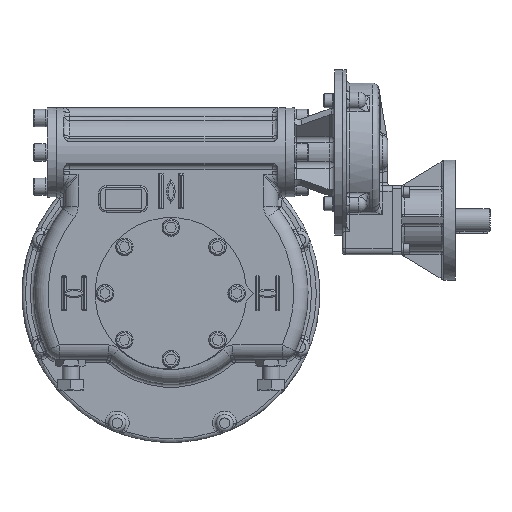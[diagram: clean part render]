
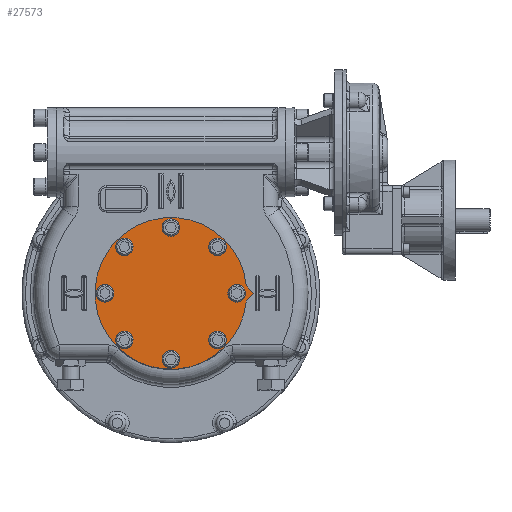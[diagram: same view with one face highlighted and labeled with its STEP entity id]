
A CAD part, top view. The second image highlights one B-rep face of the part: STEP entity #27573.
In plain terms, the highlighted planar face has unit normal (0, 0, 1).
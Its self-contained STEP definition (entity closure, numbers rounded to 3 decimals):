
#2158=CIRCLE('',#30756,132.5);
#2167=CIRCLE('',#30769,10.5);
#2168=CIRCLE('',#30770,10.5);
#2169=CIRCLE('',#30771,10.5);
#2170=CIRCLE('',#30772,10.5);
#2171=CIRCLE('',#30773,10.5);
#2172=CIRCLE('',#30774,10.5);
#2173=CIRCLE('',#30775,10.5);
#2174=CIRCLE('',#30776,10.5);
#4453=LINE('',#63077,#6505);
#4456=LINE('',#63082,#6508);
#6505=VECTOR('',#36966,1000.);
#6508=VECTOR('',#36971,1000.);
#12408=ORIENTED_EDGE('',*,*,#17647,.F.);
#12409=ORIENTED_EDGE('',*,*,#17648,.F.);
#12410=ORIENTED_EDGE('',*,*,#17649,.F.);
#12411=ORIENTED_EDGE('',*,*,#17650,.F.);
#12412=ORIENTED_EDGE('',*,*,#17651,.F.);
#12413=ORIENTED_EDGE('',*,*,#17652,.F.);
#12414=ORIENTED_EDGE('',*,*,#17653,.F.);
#12415=ORIENTED_EDGE('',*,*,#17654,.F.);
#12416=ORIENTED_EDGE('',*,*,#17632,.F.);
#12417=ORIENTED_EDGE('',*,*,#17638,.F.);
#12418=ORIENTED_EDGE('',*,*,#17635,.F.);
#17632=EDGE_CURVE('',#21409,#21410,#2158,.T.);
#17635=EDGE_CURVE('',#21410,#21412,#4453,.T.);
#17638=EDGE_CURVE('',#21412,#21409,#4456,.T.);
#17647=EDGE_CURVE('',#21421,#21421,#2167,.T.);
#17648=EDGE_CURVE('',#21422,#21422,#2168,.T.);
#17649=EDGE_CURVE('',#21423,#21423,#2169,.T.);
#17650=EDGE_CURVE('',#21424,#21424,#2170,.T.);
#17651=EDGE_CURVE('',#21425,#21425,#2171,.T.);
#17652=EDGE_CURVE('',#21426,#21426,#2172,.T.);
#17653=EDGE_CURVE('',#21427,#21427,#2173,.T.);
#17654=EDGE_CURVE('',#21428,#21428,#2174,.T.);
#21409=VERTEX_POINT('',#63070);
#21410=VERTEX_POINT('',#63072);
#21412=VERTEX_POINT('',#63078);
#21421=VERTEX_POINT('',#63102);
#21422=VERTEX_POINT('',#63104);
#21423=VERTEX_POINT('',#63106);
#21424=VERTEX_POINT('',#63108);
#21425=VERTEX_POINT('',#63110);
#21426=VERTEX_POINT('',#63112);
#21427=VERTEX_POINT('',#63114);
#21428=VERTEX_POINT('',#63116);
#23850=EDGE_LOOP('',(#12408));
#23851=EDGE_LOOP('',(#12409));
#23852=EDGE_LOOP('',(#12410));
#23853=EDGE_LOOP('',(#12411));
#23854=EDGE_LOOP('',(#12412));
#23855=EDGE_LOOP('',(#12413));
#23856=EDGE_LOOP('',(#12414));
#23857=EDGE_LOOP('',(#12415));
#23858=EDGE_LOOP('',(#12416,#12417,#12418));
#25569=FACE_BOUND('',#23850,.T.);
#25570=FACE_BOUND('',#23851,.T.);
#25571=FACE_BOUND('',#23852,.T.);
#25572=FACE_BOUND('',#23853,.T.);
#25573=FACE_BOUND('',#23854,.T.);
#25574=FACE_BOUND('',#23855,.T.);
#25575=FACE_BOUND('',#23856,.T.);
#25576=FACE_BOUND('',#23857,.T.);
#25577=FACE_BOUND('',#23858,.T.);
#26483=PLANE('',#30768);
#27573=ADVANCED_FACE('',(#25569,#25570,#25571,#25572,#25573,#25574,#25575,
#25576,#25577),#26483,.F.);
#30756=AXIS2_PLACEMENT_3D('',#63071,#36960,#36961);
#30768=AXIS2_PLACEMENT_3D('',#63100,#36990,#36991);
#30769=AXIS2_PLACEMENT_3D('',#63101,#36992,#36993);
#30770=AXIS2_PLACEMENT_3D('',#63103,#36994,#36995);
#30771=AXIS2_PLACEMENT_3D('',#63105,#36996,#36997);
#30772=AXIS2_PLACEMENT_3D('',#63107,#36998,#36999);
#30773=AXIS2_PLACEMENT_3D('',#63109,#37000,#37001);
#30774=AXIS2_PLACEMENT_3D('',#63111,#37002,#37003);
#30775=AXIS2_PLACEMENT_3D('',#63113,#37004,#37005);
#30776=AXIS2_PLACEMENT_3D('',#63115,#37006,#37007);
#36960=DIRECTION('',(0.,0.,-1.));
#36961=DIRECTION('',(1.,0.,0.));
#36966=DIRECTION('',(0.707,-0.707,0.));
#36971=DIRECTION('',(-0.707,-0.707,0.));
#36990=DIRECTION('',(0.,0.,-1.));
#36991=DIRECTION('',(-1.,0.,0.));
#36992=DIRECTION('',(0.,0.,1.));
#36993=DIRECTION('',(1.,0.,0.));
#36994=DIRECTION('',(0.,0.,1.));
#36995=DIRECTION('',(0.707,-0.707,0.));
#36996=DIRECTION('',(0.,0.,1.));
#36997=DIRECTION('',(0.,-1.,0.));
#36998=DIRECTION('',(0.,0.,1.));
#36999=DIRECTION('',(-0.707,-0.707,0.));
#37000=DIRECTION('',(0.,0.,1.));
#37001=DIRECTION('',(-1.,0.,0.));
#37002=DIRECTION('',(0.,0.,1.));
#37003=DIRECTION('',(-0.707,0.707,0.));
#37004=DIRECTION('',(0.,0.,1.));
#37005=DIRECTION('',(0.,1.,0.));
#37006=DIRECTION('',(0.,0.,1.));
#37007=DIRECTION('',(0.707,0.707,0.));
#63070=CARTESIAN_POINT('',(131.845,-13.155,70.25));
#63071=CARTESIAN_POINT('',(0.,0.,70.25));
#63072=CARTESIAN_POINT('',(131.845,13.155,70.25));
#63077=CARTESIAN_POINT('',(131.845,13.155,70.25));
#63078=CARTESIAN_POINT('',(145.,0.,70.25));
#63082=CARTESIAN_POINT('',(145.,0.,70.25));
#63100=CARTESIAN_POINT('',(0.,0.,70.25));
#63101=CARTESIAN_POINT('',(0.,115.,70.25));
#63102=CARTESIAN_POINT('',(10.5,115.,70.25));
#63103=CARTESIAN_POINT('',(81.317,81.317,70.25));
#63104=CARTESIAN_POINT('',(88.742,73.893,70.25));
#63105=CARTESIAN_POINT('',(115.,0.,70.25));
#63106=CARTESIAN_POINT('',(115.,-10.5,70.25));
#63107=CARTESIAN_POINT('',(81.317,-81.317,70.25));
#63108=CARTESIAN_POINT('',(73.893,-88.742,70.25));
#63109=CARTESIAN_POINT('',(0.,-115.,70.25));
#63110=CARTESIAN_POINT('',(-10.5,-115.,70.25));
#63111=CARTESIAN_POINT('',(-81.317,-81.317,70.25));
#63112=CARTESIAN_POINT('',(-88.742,-73.893,70.25));
#63113=CARTESIAN_POINT('',(-115.,0.,70.25));
#63114=CARTESIAN_POINT('',(-115.,10.5,70.25));
#63115=CARTESIAN_POINT('',(-81.317,81.317,70.25));
#63116=CARTESIAN_POINT('',(-73.893,88.742,70.25));
